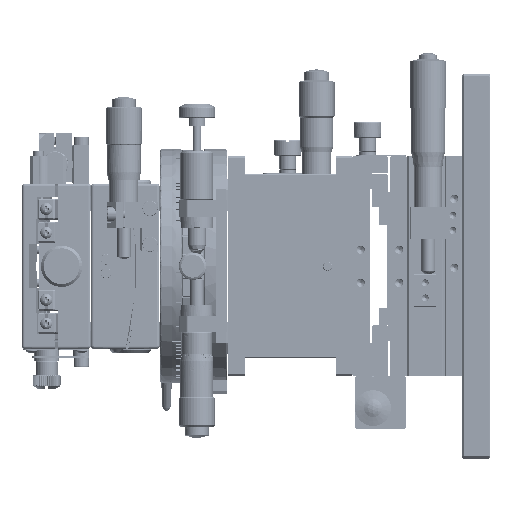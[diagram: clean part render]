
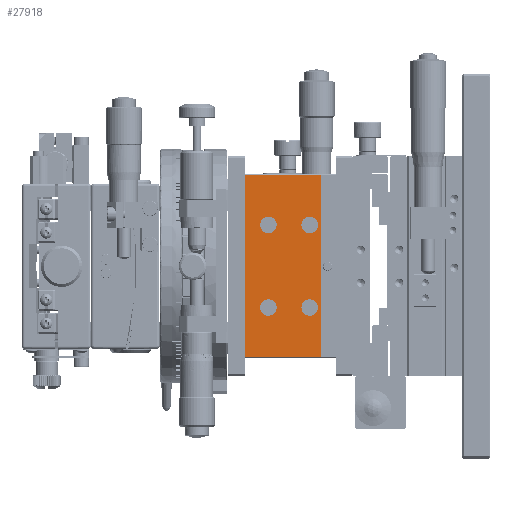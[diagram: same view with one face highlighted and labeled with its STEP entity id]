
A CAD part, left-side view. The second image highlights one B-rep face of the part: STEP entity #27918.
In plain terms, the highlighted planar face has unit normal (-1, 0, 0).
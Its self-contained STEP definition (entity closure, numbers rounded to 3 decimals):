
#3343 = CARTESIAN_POINT ( 'NONE',  ( 9., 11.5, -73. ) ) ;
#6911 = PLANE ( 'NONE',  #37963 ) ;
#7604 = CARTESIAN_POINT ( 'NONE',  ( 9., 30.5, -28. ) ) ;
#8124 = CARTESIAN_POINT ( 'NONE',  ( 9., 11.5, -73. ) ) ;
#9180 = CARTESIAN_POINT ( 'NONE',  ( 9., 30.5, -58. ) ) ;
#16980 = VECTOR ( 'NONE', #80684, 1000. ) ;
#17612 = EDGE_CURVE ( 'NONE', #157945, #157945, #161745, .T. ) ;
#22612 = CIRCLE ( 'NONE', #57922, 3. ) ;
#24627 = CARTESIAN_POINT ( 'NONE',  ( 9., 39., -7. ) ) ;
#26509 = VECTOR ( 'NONE', #152920, 1000. ) ;
#27918 = ADVANCED_FACE ( 'NONE', ( #180599, #158476, #123923, #199082, #176921 ), #6911, .T. ) ;
#36028 = CARTESIAN_POINT ( 'NONE',  ( 9., 30.5, -25. ) ) ;
#37895 = ORIENTED_EDGE ( 'NONE', *, *, #17612, .T. ) ;
#37963 = AXIS2_PLACEMENT_3D ( 'NONE', #8124, #233643, #64773 ) ;
#39132 = CARTESIAN_POINT ( 'NONE',  ( 9., 15.5, -55. ) ) ;
#42776 = DIRECTION ( 'NONE',  ( 1., 0., 0. ) ) ;
#51502 = EDGE_LOOP ( 'NONE', ( #126708 ) ) ;
#54893 = CARTESIAN_POINT ( 'NONE',  ( 9., 11.5, -73. ) ) ;
#57922 = AXIS2_PLACEMENT_3D ( 'NONE', #105040, #176518, #63151 ) ;
#58512 = AXIS2_PLACEMENT_3D ( 'NONE', #39132, #42776, #117898 ) ;
#60490 = EDGE_CURVE ( 'NONE', #224886, #89371, #160169, .T. ) ;
#61172 = EDGE_CURVE ( 'NONE', #139791, #139791, #22612, .T. ) ;
#63151 = DIRECTION ( 'NONE',  ( 0., 0., -1. ) ) ;
#64773 = DIRECTION ( 'NONE',  ( 0., 0., 1. ) ) ;
#71391 = CARTESIAN_POINT ( 'NONE',  ( 9., 11.5, -73. ) ) ;
#73012 = CIRCLE ( 'NONE', #116245, 3. ) ;
#74203 = DIRECTION ( 'NONE',  ( 1., 0., 0. ) ) ;
#78454 = ORIENTED_EDGE ( 'NONE', *, *, #202174, .T. ) ;
#79483 = LINE ( 'NONE', #81890, #16980 ) ;
#80684 = DIRECTION ( 'NONE',  ( 0., 1., 0. ) ) ;
#81890 = CARTESIAN_POINT ( 'NONE',  ( 9., 11.5, -7. ) ) ;
#89371 = VERTEX_POINT ( 'NONE', #3343 ) ;
#97360 = DIRECTION ( 'NONE',  ( 0., 0., -1. ) ) ;
#104580 = VERTEX_POINT ( 'NONE', #233998 ) ;
#105040 = CARTESIAN_POINT ( 'NONE',  ( 9., 30.5, -55. ) ) ;
#107810 = ORIENTED_EDGE ( 'NONE', *, *, #117928, .T. ) ;
#108236 = VERTEX_POINT ( 'NONE', #24627 ) ;
#112495 = CARTESIAN_POINT ( 'NONE',  ( 9., 15.5, -28. ) ) ;
#116245 = AXIS2_PLACEMENT_3D ( 'NONE', #152845, #154054, #97360 ) ;
#117898 = DIRECTION ( 'NONE',  ( 0., 0., -1. ) ) ;
#117928 = EDGE_CURVE ( 'NONE', #104580, #104580, #176570, .T. ) ;
#121944 = VECTOR ( 'NONE', #216843, 1000. ) ;
#123923 = FACE_BOUND ( 'NONE', #183042, .T. ) ;
#126708 = ORIENTED_EDGE ( 'NONE', *, *, #61172, .T. ) ;
#135793 = VERTEX_POINT ( 'NONE', #112495 ) ;
#136861 = LINE ( 'NONE', #213228, #26509 ) ;
#139791 = VERTEX_POINT ( 'NONE', #9180 ) ;
#152845 = CARTESIAN_POINT ( 'NONE',  ( 9., 15.5, -25. ) ) ;
#152920 = DIRECTION ( 'NONE',  ( 0., 0., -1. ) ) ;
#153756 = AXIS2_PLACEMENT_3D ( 'NONE', #36028, #74203, #202397 ) ;
#154054 = DIRECTION ( 'NONE',  ( 1., 0., 0. ) ) ;
#157945 = VERTEX_POINT ( 'NONE', #7604 ) ;
#158476 = FACE_BOUND ( 'NONE', #181789, .T. ) ;
#160169 = LINE ( 'NONE', #71391, #121944 ) ;
#161745 = CIRCLE ( 'NONE', #153756, 3. ) ;
#163516 = ORIENTED_EDGE ( 'NONE', *, *, #214530, .T. ) ;
#165241 = ORIENTED_EDGE ( 'NONE', *, *, #60490, .T. ) ;
#167854 = VECTOR ( 'NONE', #168273, 1000. ) ;
#168273 = DIRECTION ( 'NONE',  ( 0., 0., 1. ) ) ;
#176518 = DIRECTION ( 'NONE',  ( 1., 0., 0. ) ) ;
#176570 = CIRCLE ( 'NONE', #58512, 3. ) ;
#176921 = FACE_OUTER_BOUND ( 'NONE', #205604, .T. ) ;
#180599 = FACE_BOUND ( 'NONE', #51502, .T. ) ;
#181789 = EDGE_LOOP ( 'NONE', ( #223662 ) ) ;
#183042 = EDGE_LOOP ( 'NONE', ( #107810 ) ) ;
#185533 = LINE ( 'NONE', #54893, #167854 ) ;
#191465 = EDGE_LOOP ( 'NONE', ( #37895 ) ) ;
#194838 = CARTESIAN_POINT ( 'NONE',  ( 9., 39., -73. ) ) ;
#197049 = EDGE_CURVE ( 'NONE', #135793, #135793, #73012, .T. ) ;
#198498 = EDGE_CURVE ( 'NONE', #89371, #221599, #185533, .T. ) ;
#199082 = FACE_BOUND ( 'NONE', #191465, .T. ) ;
#202020 = ORIENTED_EDGE ( 'NONE', *, *, #198498, .T. ) ;
#202174 = EDGE_CURVE ( 'NONE', #108236, #224886, #136861, .T. ) ;
#202397 = DIRECTION ( 'NONE',  ( 0., 0., -1. ) ) ;
#205604 = EDGE_LOOP ( 'NONE', ( #78454, #165241, #202020, #163516 ) ) ;
#213228 = CARTESIAN_POINT ( 'NONE',  ( 9., 39., 0. ) ) ;
#214530 = EDGE_CURVE ( 'NONE', #221599, #108236, #79483, .T. ) ;
#216843 = DIRECTION ( 'NONE',  ( 0., -1., 0. ) ) ;
#221599 = VERTEX_POINT ( 'NONE', #229453 ) ;
#223662 = ORIENTED_EDGE ( 'NONE', *, *, #197049, .T. ) ;
#224886 = VERTEX_POINT ( 'NONE', #194838 ) ;
#229453 = CARTESIAN_POINT ( 'NONE',  ( 9., 11.5, -7. ) ) ;
#233643 = DIRECTION ( 'NONE',  ( -1., 0., 0. ) ) ;
#233998 = CARTESIAN_POINT ( 'NONE',  ( 9., 15.5, -58. ) ) ;
